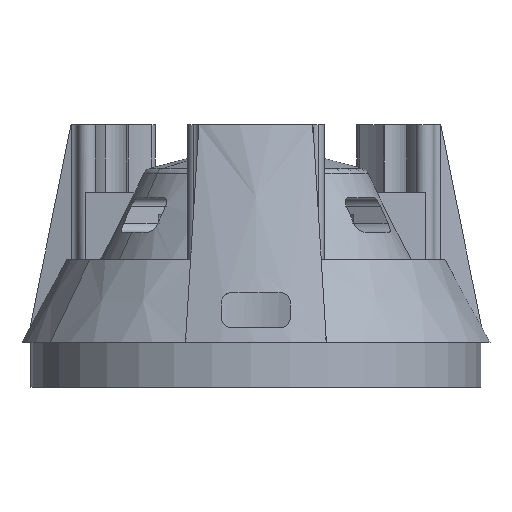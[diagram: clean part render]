
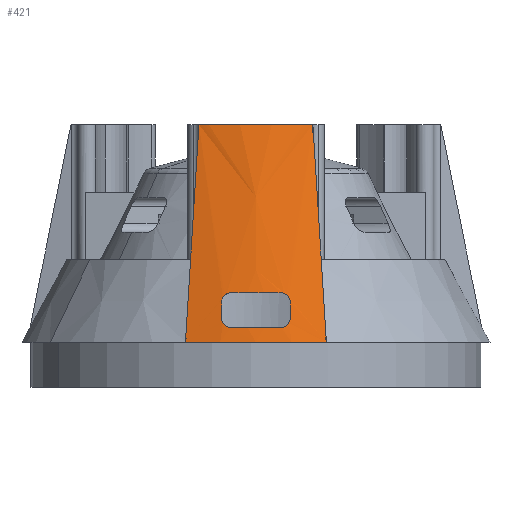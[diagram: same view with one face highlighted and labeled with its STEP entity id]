
A CAD part, front view. The second image highlights one B-rep face of the part: STEP entity #421.
In plain terms, the highlighted conical face has half-angle 11.709 degrees and reference radius 42 mm.
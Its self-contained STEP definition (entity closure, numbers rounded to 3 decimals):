
#105=CARTESIAN_POINT('Axis2P3D Location',(0.,0.,1048.25)) ;
#109=CARTESIAN_POINT('Vertex',(-10.456,-40.678,1048.25)) ;
#111=CARTESIAN_POINT('Vertex',(10.456,-40.678,1048.25)) ;
#114=CARTESIAN_POINT('Axis2P3D Location',(0.,0.,1048.25)) ;
#118=CARTESIAN_POINT('Vertex',(12.63,-40.056,1048.25)) ;
#172=CARTESIAN_POINT('Vertex',(-12.63,-40.056,1048.25)) ;
#175=CARTESIAN_POINT('Axis2P3D Location',(0.,0.,1048.25)) ;
#309=CARTESIAN_POINT('Axis2P3D Location',(0.,0.,1048.25)) ;
#314=CARTESIAN_POINT('Line Origine',(-14.133,-44.825,1024.125)) ;
#318=CARTESIAN_POINT('Vertex',(-15.637,-49.593,1000.)) ;
#321=CARTESIAN_POINT('Axis2P3D Location',(0.,0.,1000.)) ;
#325=CARTESIAN_POINT('Vertex',(15.637,-49.593,1000.)) ;
#328=CARTESIAN_POINT('Line Origine',(14.133,-44.825,1024.125)) ;
#342=CARTESIAN_POINT('Control Point',(-7.6,-49.566,1008.95)) ;
#343=CARTESIAN_POINT('Control Point',(-7.6,-49.824,1007.717)) ;
#344=CARTESIAN_POINT('Control Point',(-7.6,-50.083,1006.483)) ;
#345=CARTESIAN_POINT('Control Point',(-7.6,-50.341,1005.25)) ;
#346=CARTESIAN_POINT('Vertex',(-7.6,-49.566,1008.95)) ;
#348=CARTESIAN_POINT('Vertex',(-7.6,-50.341,1005.25)) ;
#352=CARTESIAN_POINT('Control Point',(-7.6,-49.566,1008.95)) ;
#353=CARTESIAN_POINT('Control Point',(-7.6,-49.438,1009.56)) ;
#354=CARTESIAN_POINT('Control Point',(-7.37,-49.344,1010.177)) ;
#355=CARTESIAN_POINT('Control Point',(-6.882,-49.311,1010.697)) ;
#356=CARTESIAN_POINT('Control Point',(-6.237,-49.342,1010.95)) ;
#357=CARTESIAN_POINT('Control Point',(-5.6,-49.414,1010.95)) ;
#358=CARTESIAN_POINT('Vertex',(-5.6,-49.414,1010.95)) ;
#361=CARTESIAN_POINT('Axis2P3D Location',(0.,0.,1010.95)) ;
#365=CARTESIAN_POINT('Vertex',(5.6,-49.414,1010.95)) ;
#369=CARTESIAN_POINT('Control Point',(5.6,-49.414,1010.95)) ;
#370=CARTESIAN_POINT('Control Point',(6.237,-49.342,1010.95)) ;
#371=CARTESIAN_POINT('Control Point',(6.882,-49.311,1010.697)) ;
#372=CARTESIAN_POINT('Control Point',(7.37,-49.343,1010.177)) ;
#373=CARTESIAN_POINT('Control Point',(7.6,-49.438,1009.56)) ;
#374=CARTESIAN_POINT('Control Point',(7.6,-49.566,1008.95)) ;
#375=CARTESIAN_POINT('Vertex',(7.6,-49.566,1008.95)) ;
#379=CARTESIAN_POINT('Control Point',(7.6,-49.566,1008.95)) ;
#380=CARTESIAN_POINT('Control Point',(7.6,-49.824,1007.717)) ;
#381=CARTESIAN_POINT('Control Point',(7.6,-50.083,1006.483)) ;
#382=CARTESIAN_POINT('Control Point',(7.6,-50.341,1005.25)) ;
#383=CARTESIAN_POINT('Vertex',(7.6,-50.341,1005.25)) ;
#387=CARTESIAN_POINT('Control Point',(5.6,-51.02,1003.25)) ;
#388=CARTESIAN_POINT('Control Point',(6.253,-50.948,1003.25)) ;
#389=CARTESIAN_POINT('Control Point',(6.901,-50.81,1003.521)) ;
#390=CARTESIAN_POINT('Control Point',(7.362,-50.634,1004.026)) ;
#391=CARTESIAN_POINT('Control Point',(7.6,-50.471,1004.633)) ;
#392=CARTESIAN_POINT('Control Point',(7.6,-50.341,1005.25)) ;
#393=CARTESIAN_POINT('Vertex',(5.6,-51.02,1003.25)) ;
#396=CARTESIAN_POINT('Axis2P3D Location',(0.,0.,1003.25)) ;
#400=CARTESIAN_POINT('Vertex',(-5.6,-51.02,1003.25)) ;
#404=CARTESIAN_POINT('Control Point',(-5.6,-51.02,1003.25)) ;
#405=CARTESIAN_POINT('Control Point',(-6.253,-50.948,1003.25)) ;
#406=CARTESIAN_POINT('Control Point',(-6.901,-50.81,1003.521)) ;
#407=CARTESIAN_POINT('Control Point',(-7.362,-50.634,1004.026)) ;
#408=CARTESIAN_POINT('Control Point',(-7.6,-50.471,1004.633)) ;
#409=CARTESIAN_POINT('Control Point',(-7.6,-50.341,1005.25)) ;
#106=DIRECTION('Axis2P3D Direction',(0.,0.,1.)) ;
#115=DIRECTION('Axis2P3D Direction',(0.,0.,1.)) ;
#176=DIRECTION('Axis2P3D Direction',(0.,0.,1.)) ;
#310=DIRECTION('Axis2P3D Direction',(-0.,-0.,-1.)) ;
#311=DIRECTION('Axis2P3D XDirection',(0.301,-0.954,0.)) ;
#315=DIRECTION('Vector Direction',(-0.061,-0.194,-0.979)) ;
#322=DIRECTION('Axis2P3D Direction',(0.,0.,-1.)) ;
#329=DIRECTION('Vector Direction',(0.061,-0.194,-0.979)) ;
#362=DIRECTION('Axis2P3D Direction',(0.,0.,-1.)) ;
#397=DIRECTION('Axis2P3D Direction',(0.,0.,-1.)) ;
#107=AXIS2_PLACEMENT_3D('Circle Axis2P3D',#105,#106,$) ;
#116=AXIS2_PLACEMENT_3D('Circle Axis2P3D',#114,#115,$) ;
#177=AXIS2_PLACEMENT_3D('Circle Axis2P3D',#175,#176,$) ;
#312=AXIS2_PLACEMENT_3D('Cone Axis2P3D',#309,#310,#311) ;
#323=AXIS2_PLACEMENT_3D('Circle Axis2P3D',#321,#322,$) ;
#363=AXIS2_PLACEMENT_3D('Circle Axis2P3D',#361,#362,$) ;
#398=AXIS2_PLACEMENT_3D('Circle Axis2P3D',#396,#397,$) ;
#334=ORIENTED_EDGE('',*,*,#120,.F.) ;
#335=ORIENTED_EDGE('',*,*,#113,.F.) ;
#336=ORIENTED_EDGE('',*,*,#179,.F.) ;
#337=ORIENTED_EDGE('',*,*,#320,.T.) ;
#338=ORIENTED_EDGE('',*,*,#327,.T.) ;
#339=ORIENTED_EDGE('',*,*,#332,.F.) ;
#412=ORIENTED_EDGE('',*,*,#350,.F.) ;
#413=ORIENTED_EDGE('',*,*,#360,.T.) ;
#414=ORIENTED_EDGE('',*,*,#367,.T.) ;
#415=ORIENTED_EDGE('',*,*,#377,.T.) ;
#416=ORIENTED_EDGE('',*,*,#385,.T.) ;
#417=ORIENTED_EDGE('',*,*,#395,.F.) ;
#418=ORIENTED_EDGE('',*,*,#402,.T.) ;
#419=ORIENTED_EDGE('',*,*,#410,.T.) ;
#420=FACE_BOUND('',#411,.T.) ;
#316=VECTOR('Line Direction',#315,1.) ;
#330=VECTOR('Line Direction',#329,1.) ;
#421=ADVANCED_FACE('Corps principal',(#340,#420),#313,.T.) ;
#341=B_SPLINE_CURVE_WITH_KNOTS('',3,(#342,#343,#344,#345),.UNSPECIFIED.,.F.,.U.,(4,4),(0.,5.346),.UNSPECIFIED.) ;
#351=B_SPLINE_CURVE_WITH_KNOTS('',5,(#352,#353,#354,#355,#356,#357),.UNSPECIFIED.,.F.,.U.,(6,6),(0.,4.409),.UNSPECIFIED.) ;
#368=B_SPLINE_CURVE_WITH_KNOTS('',5,(#369,#370,#371,#372,#373,#374),.UNSPECIFIED.,.F.,.U.,(6,6),(0.,4.409),.UNSPECIFIED.) ;
#378=B_SPLINE_CURVE_WITH_KNOTS('',3,(#379,#380,#381,#382),.UNSPECIFIED.,.F.,.U.,(4,4),(0.,5.346),.UNSPECIFIED.) ;
#386=B_SPLINE_CURVE_WITH_KNOTS('',5,(#387,#388,#389,#390,#391,#392),.UNSPECIFIED.,.F.,.U.,(6,6),(0.,4.455),.UNSPECIFIED.) ;
#403=B_SPLINE_CURVE_WITH_KNOTS('',5,(#404,#405,#406,#407,#408,#409),.UNSPECIFIED.,.F.,.U.,(6,6),(0.,4.455),.UNSPECIFIED.) ;
#108=CIRCLE('generated circle',#107,42.) ;
#117=CIRCLE('generated circle',#116,42.) ;
#178=CIRCLE('generated circle',#177,42.) ;
#324=CIRCLE('generated circle',#323,52.) ;
#364=CIRCLE('generated circle',#363,49.731) ;
#399=CIRCLE('generated circle',#398,51.326) ;
#313=CONICAL_SURFACE('Cone',#312,42.,0.204) ;
#113=EDGE_CURVE('',#110,#112,#108,.T.) ;
#120=EDGE_CURVE('',#112,#119,#117,.T.) ;
#179=EDGE_CURVE('',#173,#110,#178,.T.) ;
#320=EDGE_CURVE('',#173,#319,#317,.T.) ;
#327=EDGE_CURVE('',#319,#326,#324,.F.) ;
#332=EDGE_CURVE('',#119,#326,#331,.T.) ;
#350=EDGE_CURVE('',#347,#349,#341,.T.) ;
#360=EDGE_CURVE('',#347,#359,#351,.T.) ;
#367=EDGE_CURVE('',#359,#366,#364,.F.) ;
#377=EDGE_CURVE('',#366,#376,#368,.T.) ;
#385=EDGE_CURVE('',#376,#384,#378,.T.) ;
#395=EDGE_CURVE('',#394,#384,#386,.T.) ;
#402=EDGE_CURVE('',#394,#401,#399,.T.) ;
#410=EDGE_CURVE('',#401,#349,#403,.T.) ;
#333=EDGE_LOOP('',(#334,#335,#336,#337,#338,#339)) ;
#411=EDGE_LOOP('',(#412,#413,#414,#415,#416,#417,#418,#419)) ;
#340=FACE_OUTER_BOUND('',#333,.T.) ;
#317=LINE('Line',#314,#316) ;
#331=LINE('Line',#328,#330) ;
#110=VERTEX_POINT('',#109) ;
#112=VERTEX_POINT('',#111) ;
#119=VERTEX_POINT('',#118) ;
#173=VERTEX_POINT('',#172) ;
#319=VERTEX_POINT('',#318) ;
#326=VERTEX_POINT('',#325) ;
#347=VERTEX_POINT('',#346) ;
#349=VERTEX_POINT('',#348) ;
#359=VERTEX_POINT('',#358) ;
#366=VERTEX_POINT('',#365) ;
#376=VERTEX_POINT('',#375) ;
#384=VERTEX_POINT('',#383) ;
#394=VERTEX_POINT('',#393) ;
#401=VERTEX_POINT('',#400) ;
